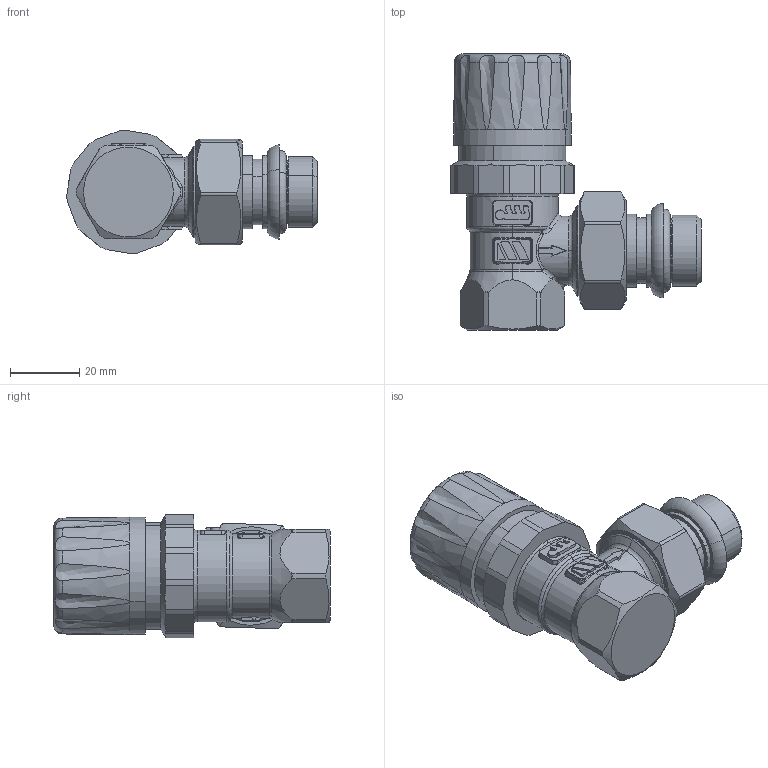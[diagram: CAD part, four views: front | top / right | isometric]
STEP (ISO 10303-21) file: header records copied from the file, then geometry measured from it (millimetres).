
FILE_DESCRIPTION (( 'STEP AP203' ), '1' );
FILE_NAME ('178UMSN12.STEP', '2023-05-17T08:21:07', ( '' ), ( '' ), 'SwSTEP 2.0', 'SolidWorks 2021', '' );
FILE_SCHEMA (( 'CONFIG_CONTROL_DESIGN' ));
Length unit declared in the file: millimetre
Products named in the file (1): 178UMSN12
Bounding box: 72.55 x 79.99 x 35.75 mm (x, y, z)
Volume: 78956.5 mm3; surface area: 14605.8 mm2
Topology: 1 solids, 1 shells, 383 faces, 984 edges, 622 vertices
Faces by surface type: plane 145, cylinder 79, cone 71, bspline 49, torus 31, sphere 8
Entity records: 14787 total; most frequent: CARTESIAN_POINT 5865, ORIENTED_EDGE 1968, DIRECTION 1720, EDGE_CURVE 984, AXIS2_PLACEMENT_3D 650, VERTEX_POINT 622, VECTOR 420, LINE 420
